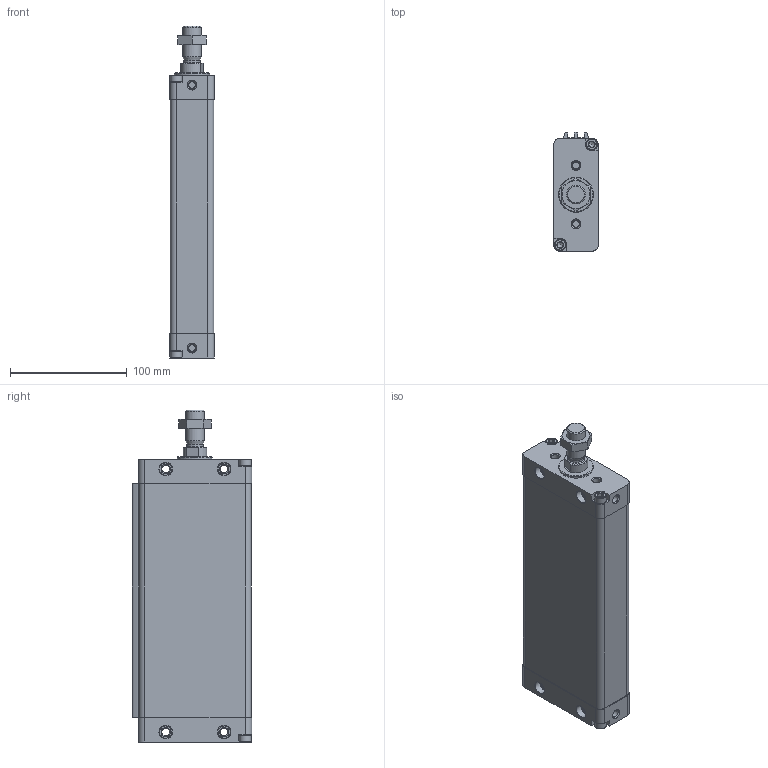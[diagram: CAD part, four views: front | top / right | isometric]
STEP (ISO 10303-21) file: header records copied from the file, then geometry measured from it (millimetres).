
FILE_DESCRIPTION(/* description */ ('STEP AP214'),/* implementation_level */ '2;1');
FILE_NAME(/* name */ '161300_DZF-50-160-A-P-A',/* time_stamp */ '2024-08-23T18:42:43+02:00',/* author */ ('License CC BY-ND 4.0'),/* organization */ ('CADENAS'),/* preprocessor_version */ 'ST-DEVELOPER v19.3',/* originating_system */ 'PARTsolutions',/* authorisation */ ' ');
FILE_SCHEMA (('AUTOMOTIVE_DESIGN {1 0 10303 214 3 1 1}'));
Length unit declared in the file: millimetre
Products named in the file (5): 161300 DZF-50-160-A-P-A---(0); 161300 DZF-50-160-A-P-A---(ZR); 161300 DZF-50-160-A-P-A---(KS); DIN-439-B - M16x1.5(F); 332234 DGP-40
Assembly tree (5 placements, depth 2):
  161300 DZF-50-160-A-P-A---(0)
    161300 DZF-50-160-A-P-A---(ZR)
    161300 DZF-50-160-A-P-A---(KS)
    DIN-439-B - M16x1.5(F)
    332234 DGP-40  x2
Bounding box: 38 x 102 x 284 mm (x, y, z)
Volume: 591990.7 mm3; surface area: 147963 mm2
Topology: 5 solids, 5 shells, 361 faces, 866 edges, 539 vertices
Faces by surface type: plane 174, cylinder 89, cone 72, torus 26
Full cylindrical faces by diameter (mm): 5 x1, 6.647 x18, 10 x4, 10.4 x2, 11 x8, 11.445 x4, 13.157 x4, 13.9 x1, 14.376 x1, 16 x1, 20 x2, 30 x1
Entity records: 9318 total; most frequent: CARTESIAN_POINT 1702, DIRECTION 1616, ORIENTED_EDGE 1364, EDGE_CURVE 682, AXIS2_PLACEMENT_3D 636, FACE_BOUND 496, VERTEX_POINT 492, EDGE_LOOP 490
